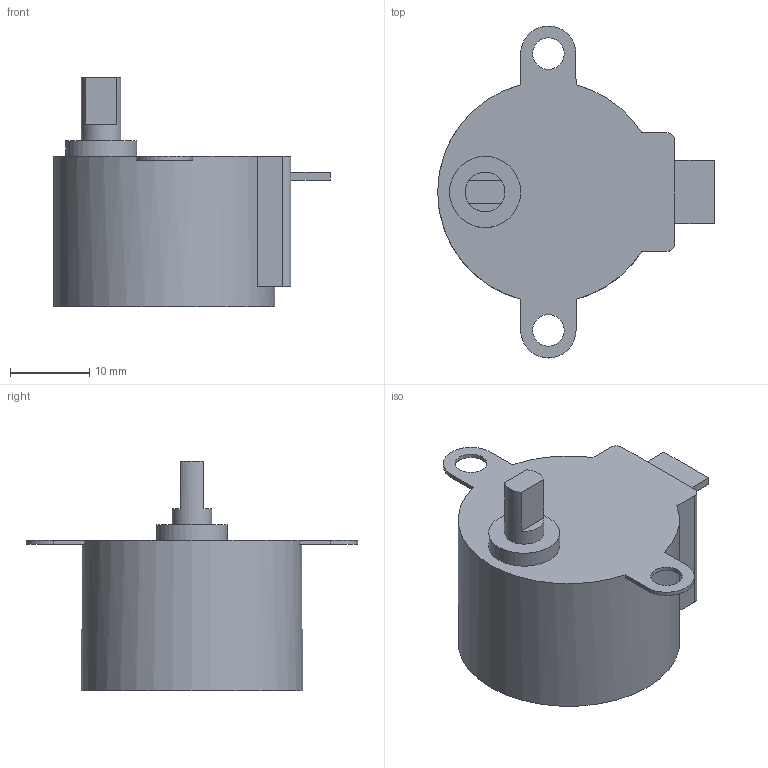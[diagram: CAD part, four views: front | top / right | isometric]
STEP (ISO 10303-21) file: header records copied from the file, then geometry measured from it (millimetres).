
FILE_DESCRIPTION(/* description */ (''),/* implementation_level */ '2;1');
FILE_NAME(/* name */ 'stepper-motor.stp',/* time_stamp */ '2024-04-22T22:28:50+08:00',/* author */ ('Toby'),/* organization */ (''),/* preprocessor_version */ 'ST-DEVELOPER v18.1',/* originating_system */ 'Autodesk Inventor 2021',/* authorisation */ '');
FILE_SCHEMA (('AUTOMOTIVE_DESIGN { 1 0 10303 214 3 1 1 }'));
Length unit declared in the file: millimetre
Products named in the file (1): stepper-motor
Bounding box: 35 x 42 x 29 mm (x, y, z)
Volume: 12683.9 mm3; surface area: 3510.8 mm2
Topology: 1 solids, 1 shells, 32 faces, 87 edges, 60 vertices
Faces by surface type: plane 23, cylinder 9
Full cylindrical faces by diameter (mm): 4 x2, 5 x1, 9 x1, 28 x1
Entity records: 1082 total; most frequent: DIRECTION 187, CARTESIAN_POINT 180, ORIENTED_EDGE 174, EDGE_CURVE 87, AXIS2_PLACEMENT_3D 67, VERTEX_POINT 60, LINE 53, VECTOR 53
